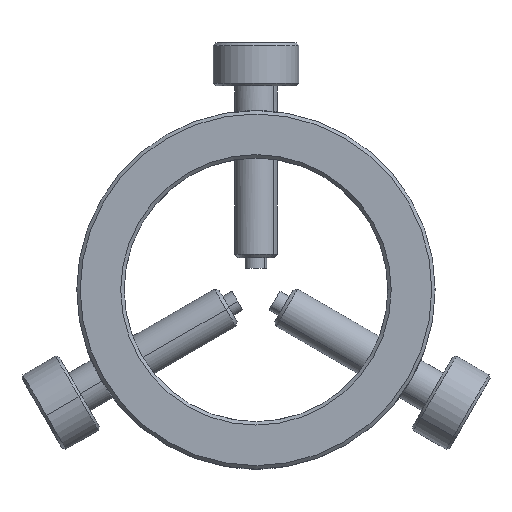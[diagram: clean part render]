
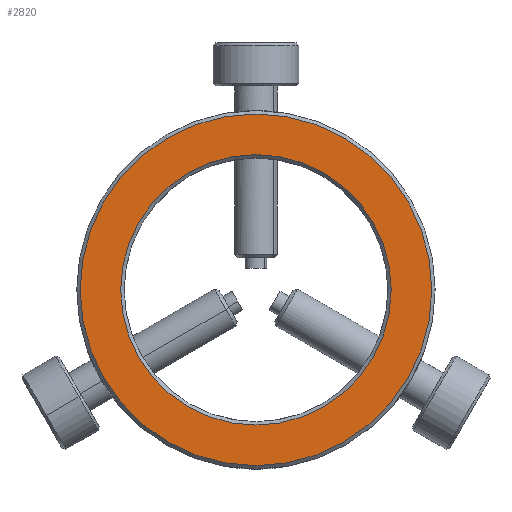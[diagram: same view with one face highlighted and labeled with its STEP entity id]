
A CAD part, top view. The second image highlights one B-rep face of the part: STEP entity #2820.
In plain terms, the highlighted planar face has unit normal (0, 0, 1).
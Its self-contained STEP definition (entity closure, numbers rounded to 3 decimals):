
#111 = DIRECTION ( 'NONE',  ( 0., 0., 1. ) ) ;
#154 = AXIS2_PLACEMENT_3D ( 'NONE', #2426, #111, #2441 ) ;
#208 = CARTESIAN_POINT ( 'NONE',  ( 22.877, 4.22, 4.781 ) ) ;
#220 = CARTESIAN_POINT ( 'NONE',  ( -23.123, 4.22, 4.781 ) ) ;
#266 = DIRECTION ( 'NONE',  ( 0., 0., 1. ) ) ;
#300 = CARTESIAN_POINT ( 'NONE',  ( -3.123, 4.22, 4.781 ) ) ;
#537 = DIRECTION ( 'NONE',  ( 1., 0., 0. ) ) ;
#540 = ORIENTED_EDGE ( 'NONE', *, *, #3731, .T. ) ;
#544 = EDGE_CURVE ( 'NONE', #3289, #2204, #638, .T. ) ;
#604 = VERTEX_POINT ( 'NONE', #220 ) ;
#638 = CIRCLE ( 'NONE', #2675, 26. ) ;
#847 = ORIENTED_EDGE ( 'NONE', *, *, #2637, .T. ) ;
#983 = EDGE_LOOP ( 'NONE', ( #1164, #847 ) ) ;
#984 = ORIENTED_EDGE ( 'NONE', *, *, #2762, .T. ) ;
#1089 = FACE_OUTER_BOUND ( 'NONE', #983, .T. ) ;
#1106 = DIRECTION ( 'NONE',  ( 1., 0., 0. ) ) ;
#1117 = CARTESIAN_POINT ( 'NONE',  ( -3.123, 4.22, 4.781 ) ) ;
#1164 = ORIENTED_EDGE ( 'NONE', *, *, #544, .T. ) ;
#1245 = AXIS2_PLACEMENT_3D ( 'NONE', #2556, #2598, #1106 ) ;
#1413 = CARTESIAN_POINT ( 'NONE',  ( 16.877, 4.22, 4.781 ) ) ;
#1450 = PLANE ( 'NONE',  #3433 ) ;
#1604 = DIRECTION ( 'NONE',  ( 0., 0., 1. ) ) ;
#2040 = DIRECTION ( 'NONE',  ( 0., 0., -1. ) ) ;
#2060 = EDGE_LOOP ( 'NONE', ( #540, #984 ) ) ;
#2204 = VERTEX_POINT ( 'NONE', #208 ) ;
#2312 = DIRECTION ( 'NONE',  ( 1., 0., 0. ) ) ;
#2426 = CARTESIAN_POINT ( 'NONE',  ( -3.123, 4.22, 4.781 ) ) ;
#2441 = DIRECTION ( 'NONE',  ( 1., 0., 0. ) ) ;
#2556 = CARTESIAN_POINT ( 'NONE',  ( -3.123, 4.22, 4.781 ) ) ;
#2598 = DIRECTION ( 'NONE',  ( 0., 0., -1. ) ) ;
#2637 = EDGE_CURVE ( 'NONE', #2204, #3289, #3065, .T. ) ;
#2643 = CIRCLE ( 'NONE', #1245, 20. ) ;
#2675 = AXIS2_PLACEMENT_3D ( 'NONE', #3431, #1604, #3088 ) ;
#2762 = EDGE_CURVE ( 'NONE', #604, #2767, #2643, .T. ) ;
#2767 = VERTEX_POINT ( 'NONE', #1413 ) ;
#2816 = CARTESIAN_POINT ( 'NONE',  ( -29.123, 4.22, 4.781 ) ) ;
#2820 = ADVANCED_FACE ( 'NONE', ( #2822, #1089 ), #1450, .T. ) ;
#2822 = FACE_BOUND ( 'NONE', #2060, .T. ) ;
#3065 = CIRCLE ( 'NONE', #154, 26. ) ;
#3088 = DIRECTION ( 'NONE',  ( 1., 0., 0. ) ) ;
#3289 = VERTEX_POINT ( 'NONE', #2816 ) ;
#3431 = CARTESIAN_POINT ( 'NONE',  ( -3.123, 4.22, 4.781 ) ) ;
#3433 = AXIS2_PLACEMENT_3D ( 'NONE', #1117, #266, #537 ) ;
#3442 = AXIS2_PLACEMENT_3D ( 'NONE', #300, #2040, #2312 ) ;
#3731 = EDGE_CURVE ( 'NONE', #2767, #604, #3817, .T. ) ;
#3817 = CIRCLE ( 'NONE', #3442, 20. ) ;
